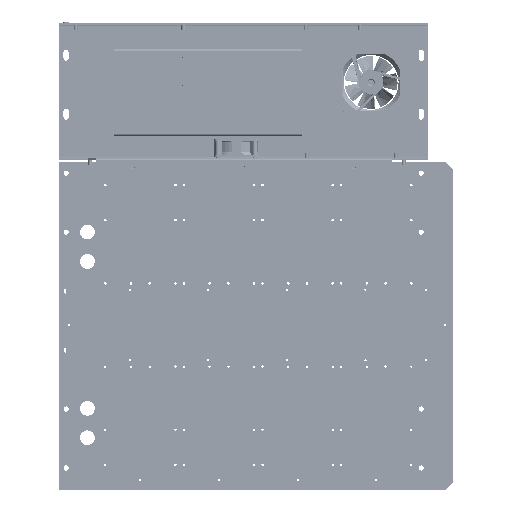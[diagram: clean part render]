
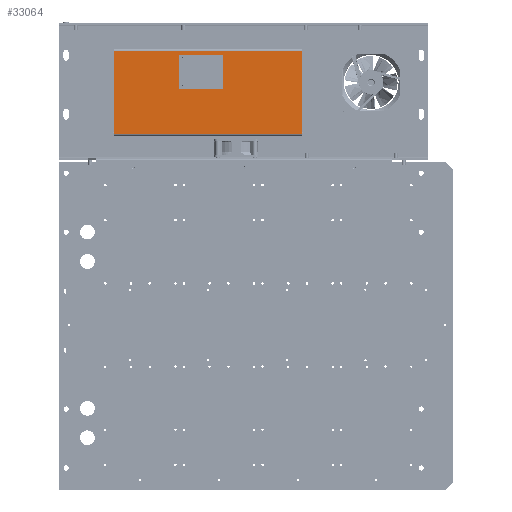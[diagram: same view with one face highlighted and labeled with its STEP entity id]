
A CAD part, front view. The second image highlights one B-rep face of the part: STEP entity #33064.
In plain terms, the highlighted face is planar.
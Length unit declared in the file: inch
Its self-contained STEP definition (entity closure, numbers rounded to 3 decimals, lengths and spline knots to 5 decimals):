
#613 = EDGE_LOOP ( 'NONE', ( #97625, #10195, #69026, #91129 ) ) ;
#748 = ORIENTED_EDGE ( 'NONE', *, *, #47853, .T. ) ;
#917 = CARTESIAN_POINT ( 'NONE',  ( -3.20866, -1.181, -0.0315 ) ) ;
#1003 = AXIS2_PLACEMENT_3D ( 'NONE', #102793, #4962, #3885 ) ;
#1789 = ORIENTED_EDGE ( 'NONE', *, *, #19176, .T. ) ;
#2421 = VECTOR ( 'NONE', #101669, 39.37008 ) ;
#3885 = DIRECTION ( 'NONE',  ( 0., 0., -1. ) ) ;
#4057 = AXIS2_PLACEMENT_3D ( 'NONE', #91902, #91545, #18190 ) ;
#4218 = EDGE_CURVE ( 'NONE', #46197, #12431, #32800, .T. ) ;
#4604 = FACE_BOUND ( 'NONE', #106047, .T. ) ;
#4962 = DIRECTION ( 'NONE',  ( 1., 0., 0. ) ) ;
#7186 = FACE_BOUND ( 'NONE', #91551, .T. ) ;
#7558 = EDGE_CURVE ( 'NONE', #73752, #53455, #42901, .T. ) ;
#8012 = DIRECTION ( 'NONE',  ( 0., 0., -1. ) ) ;
#8075 = ORIENTED_EDGE ( 'NONE', *, *, #88174, .T. ) ;
#8149 = EDGE_CURVE ( 'NONE', #73752, #64893, #68670, .T. ) ;
#9367 = VECTOR ( 'NONE', #102412, 39.37008 ) ;
#10195 = ORIENTED_EDGE ( 'NONE', *, *, #88869, .T. ) ;
#11420 = VERTEX_POINT ( 'NONE', #29298 ) ;
#12431 = VERTEX_POINT ( 'NONE', #57725 ) ;
#13493 = CIRCLE ( 'NONE', #14151, 0.05906 ) ;
#14151 = AXIS2_PLACEMENT_3D ( 'NONE', #107152, #76090, #56594 ) ;
#14949 = VECTOR ( 'NONE', #100555, 39.37008 ) ;
#15000 = CARTESIAN_POINT ( 'NONE',  ( -3.20866, -1.181, -4.45669 ) ) ;
#15342 = CARTESIAN_POINT ( 'NONE',  ( -3.20866, 2.44485, -4.07517 ) ) ;
#15352 = DIRECTION ( 'NONE',  ( 0., -1., 0. ) ) ;
#15430 = CIRCLE ( 'NONE', #105856, 0.23622 ) ;
#16810 = VERTEX_POINT ( 'NONE', #76506 ) ;
#16934 = VERTEX_POINT ( 'NONE', #76660 ) ;
#17352 = ORIENTED_EDGE ( 'NONE', *, *, #39052, .F. ) ;
#18190 = DIRECTION ( 'NONE',  ( 0., -1., 0. ) ) ;
#18884 = EDGE_LOOP ( 'NONE', ( #25618 ) ) ;
#19176 = EDGE_CURVE ( 'NONE', #85646, #75395, #55046, .T. ) ;
#19389 = CARTESIAN_POINT ( 'NONE',  ( -3.20866, 4.17713, -2.65785 ) ) ;
#19502 = VECTOR ( 'NONE', #39586, 39.37008 ) ;
#20107 = VECTOR ( 'NONE', #98294, 39.37008 ) ;
#21576 = DIRECTION ( 'NONE',  ( 0., 0., 1. ) ) ;
#21611 = CIRCLE ( 'NONE', #103961, 0.05906 ) ;
#22938 = CIRCLE ( 'NONE', #70766, 0.23622 ) ;
#23631 = DIRECTION ( 'NONE',  ( -1., 0., 0. ) ) ;
#25618 = ORIENTED_EDGE ( 'NONE', *, *, #93408, .F. ) ;
#25694 = CARTESIAN_POINT ( 'NONE',  ( -3.20866, -1.181, -4.45669 ) ) ;
#26390 = ORIENTED_EDGE ( 'NONE', *, *, #97582, .F. ) ;
#26472 = CARTESIAN_POINT ( 'NONE',  ( -3.20866, 8.85837, -0.0315 ) ) ;
#27432 = CARTESIAN_POINT ( 'NONE',  ( -3.20866, -1.181, -14.87242 ) ) ;
#28520 = ORIENTED_EDGE ( 'NONE', *, *, #70627, .F. ) ;
#28862 = AXIS2_PLACEMENT_3D ( 'NONE', #81136, #39916, #15352 ) ;
#29298 = CARTESIAN_POINT ( 'NONE',  ( -3.20866, 4.17713, -3.99643 ) ) ;
#29480 = LINE ( 'NONE', #27432, #38540 ) ;
#29670 = DIRECTION ( 'NONE',  ( 0., 0., -1. ) ) ;
#31944 = DIRECTION ( 'NONE',  ( 0., -1., 0. ) ) ;
#32800 = LINE ( 'NONE', #47760, #103877 ) ;
#33064 = ADVANCED_FACE ( 'NONE', ( #4604, #7186, #93732, #101448, #67909, #84743 ), #70998, .T. ) ;
#33426 = CARTESIAN_POINT ( 'NONE',  ( -3.20866, 2.75981, -2.65785 ) ) ;
#33694 = ORIENTED_EDGE ( 'NONE', *, *, #75826, .T. ) ;
#33697 = DIRECTION ( 'NONE',  ( 1., 0., 0. ) ) ;
#33822 = VERTEX_POINT ( 'NONE', #44359 ) ;
#35259 = CARTESIAN_POINT ( 'NONE',  ( -3.20866, 2.75981, -3.99643 ) ) ;
#35647 = VERTEX_POINT ( 'NONE', #58531 ) ;
#38540 = VECTOR ( 'NONE', #43695, 39.37008 ) ;
#38564 = EDGE_CURVE ( 'NONE', #12431, #33822, #22938, .T. ) ;
#38727 = DIRECTION ( 'NONE',  ( 1., 0., 0. ) ) ;
#39052 = EDGE_CURVE ( 'NONE', #16934, #16934, #21611, .T. ) ;
#39091 = CARTESIAN_POINT ( 'NONE',  ( -3.20866, 2.75981, -3.76021 ) ) ;
#39586 = DIRECTION ( 'NONE',  ( 0., -1., 0. ) ) ;
#39916 = DIRECTION ( 'NONE',  ( -1., 0., 0. ) ) ;
#40852 = EDGE_LOOP ( 'NONE', ( #28520 ) ) ;
#41129 = CARTESIAN_POINT ( 'NONE',  ( -3.20866, 4.43304, -2.57911 ) ) ;
#41368 = EDGE_CURVE ( 'NONE', #11420, #56069, #83164, .T. ) ;
#42901 = LINE ( 'NONE', #44632, #9367 ) ;
#43695 = DIRECTION ( 'NONE',  ( 0., 0., 1. ) ) ;
#44359 = CARTESIAN_POINT ( 'NONE',  ( -3.20866, 2.75981, -3.99643 ) ) ;
#44632 = CARTESIAN_POINT ( 'NONE',  ( -3.20866, 8.85837, -14.87242 ) ) ;
#46105 = ORIENTED_EDGE ( 'NONE', *, *, #41368, .T. ) ;
#46162 = CIRCLE ( 'NONE', #51332, 0.23622 ) ;
#46197 = VERTEX_POINT ( 'NONE', #106736 ) ;
#46319 = LINE ( 'NONE', #35259, #2421 ) ;
#47760 = CARTESIAN_POINT ( 'NONE',  ( -3.20866, 2.52359, -2.89407 ) ) ;
#47853 = EDGE_CURVE ( 'NONE', #75395, #46197, #15430, .T. ) ;
#51332 = AXIS2_PLACEMENT_3D ( 'NONE', #67275, #33697, #59340 ) ;
#52650 = CARTESIAN_POINT ( 'NONE',  ( -3.20866, 4.43304, -4.07517 ) ) ;
#53455 = VERTEX_POINT ( 'NONE', #26472 ) ;
#55046 = LINE ( 'NONE', #82793, #20107 ) ;
#56069 = VERTEX_POINT ( 'NONE', #65817 ) ;
#56594 = DIRECTION ( 'NONE',  ( 0., -1., 0. ) ) ;
#57188 = ORIENTED_EDGE ( 'NONE', *, *, #38564, .T. ) ;
#57725 = CARTESIAN_POINT ( 'NONE',  ( -3.20866, 2.52359, -3.76021 ) ) ;
#58531 = CARTESIAN_POINT ( 'NONE',  ( -3.20866, 4.41335, -2.89407 ) ) ;
#59221 = ORIENTED_EDGE ( 'NONE', *, *, #4218, .T. ) ;
#59340 = DIRECTION ( 'NONE',  ( 0., 0., -1. ) ) ;
#60144 = VECTOR ( 'NONE', #21576, 39.37008 ) ;
#63389 = DIRECTION ( 'NONE',  ( 0., -1., 0. ) ) ;
#64715 = CARTESIAN_POINT ( 'NONE',  ( -3.20866, 2.75981, -2.89407 ) ) ;
#64893 = VERTEX_POINT ( 'NONE', #25694 ) ;
#65714 = CIRCLE ( 'NONE', #4057, 0.05906 ) ;
#65817 = CARTESIAN_POINT ( 'NONE',  ( -3.20866, 4.41335, -3.76021 ) ) ;
#67275 = CARTESIAN_POINT ( 'NONE',  ( -3.20866, 4.17713, -2.89407 ) ) ;
#67909 = FACE_BOUND ( 'NONE', #18884, .T. ) ;
#68670 = LINE ( 'NONE', #15000, #19502 ) ;
#69026 = ORIENTED_EDGE ( 'NONE', *, *, #7558, .F. ) ;
#70627 = EDGE_CURVE ( 'NONE', #85203, #85203, #91744, .T. ) ;
#70766 = AXIS2_PLACEMENT_3D ( 'NONE', #39091, #38727, #29670 ) ;
#70998 = PLANE ( 'NONE',  #77233 ) ;
#73752 = VERTEX_POINT ( 'NONE', #87394 ) ;
#75395 = VERTEX_POINT ( 'NONE', #33426 ) ;
#75826 = EDGE_CURVE ( 'NONE', #35647, #85646, #46162, .T. ) ;
#76090 = DIRECTION ( 'NONE',  ( -1., 0., 0. ) ) ;
#76506 = CARTESIAN_POINT ( 'NONE',  ( -3.20866, -1.181, -0.0315 ) ) ;
#76660 = CARTESIAN_POINT ( 'NONE',  ( -3.20866, 2.3858, -4.07517 ) ) ;
#77233 = AXIS2_PLACEMENT_3D ( 'NONE', #79280, #88336, #63389 ) ;
#79280 = CARTESIAN_POINT ( 'NONE',  ( -3.20866, -1.181, -14.87242 ) ) ;
#81136 = CARTESIAN_POINT ( 'NONE',  ( -3.20866, 4.49209, -2.57911 ) ) ;
#82793 = CARTESIAN_POINT ( 'NONE',  ( -3.20866, 4.17713, -2.65785 ) ) ;
#83164 = CIRCLE ( 'NONE', #1003, 0.23622 ) ;
#83749 = VERTEX_POINT ( 'NONE', #52650 ) ;
#84743 = FACE_OUTER_BOUND ( 'NONE', #613, .T. ) ;
#85203 = VERTEX_POINT ( 'NONE', #41129 ) ;
#85646 = VERTEX_POINT ( 'NONE', #19389 ) ;
#86307 = EDGE_CURVE ( 'NONE', #64893, #16810, #29480, .T. ) ;
#87394 = CARTESIAN_POINT ( 'NONE',  ( -3.20866, 8.85837, -4.45669 ) ) ;
#88174 = EDGE_CURVE ( 'NONE', #56069, #35647, #89891, .T. ) ;
#88336 = DIRECTION ( 'NONE',  ( -1., 0., 0. ) ) ;
#88869 = EDGE_CURVE ( 'NONE', #16810, #53455, #101456, .T. ) ;
#89891 = LINE ( 'NONE', #102829, #60144 ) ;
#91129 = ORIENTED_EDGE ( 'NONE', *, *, #8149, .T. ) ;
#91288 = ORIENTED_EDGE ( 'NONE', *, *, #103201, .T. ) ;
#91545 = DIRECTION ( 'NONE',  ( -1., 0., 0. ) ) ;
#91551 = EDGE_LOOP ( 'NONE', ( #17352 ) ) ;
#91744 = CIRCLE ( 'NONE', #28862, 0.05906 ) ;
#91902 = CARTESIAN_POINT ( 'NONE',  ( -3.20866, 4.49209, -4.07517 ) ) ;
#93408 = EDGE_CURVE ( 'NONE', #83749, #83749, #65714, .T. ) ;
#93732 = FACE_BOUND ( 'NONE', #101783, .T. ) ;
#94118 = VERTEX_POINT ( 'NONE', #96703 ) ;
#96703 = CARTESIAN_POINT ( 'NONE',  ( -3.20866, 2.3858, -2.57911 ) ) ;
#97582 = EDGE_CURVE ( 'NONE', #94118, #94118, #13493, .T. ) ;
#97617 = DIRECTION ( 'NONE',  ( 0., 0., -1. ) ) ;
#97625 = ORIENTED_EDGE ( 'NONE', *, *, #86307, .T. ) ;
#98294 = DIRECTION ( 'NONE',  ( 0., -1., 0. ) ) ;
#100555 = DIRECTION ( 'NONE',  ( 0., 1., 0. ) ) ;
#101448 = FACE_BOUND ( 'NONE', #40852, .T. ) ;
#101456 = LINE ( 'NONE', #917, #14949 ) ;
#101669 = DIRECTION ( 'NONE',  ( 0., 1., 0. ) ) ;
#101783 = EDGE_LOOP ( 'NONE', ( #26390 ) ) ;
#102412 = DIRECTION ( 'NONE',  ( 0., 0., 1. ) ) ;
#102793 = CARTESIAN_POINT ( 'NONE',  ( -3.20866, 4.17713, -3.76021 ) ) ;
#102829 = CARTESIAN_POINT ( 'NONE',  ( -3.20866, 4.41335, -3.76021 ) ) ;
#103201 = EDGE_CURVE ( 'NONE', #33822, #11420, #46319, .T. ) ;
#103877 = VECTOR ( 'NONE', #97617, 39.37008 ) ;
#103961 = AXIS2_PLACEMENT_3D ( 'NONE', #15342, #23631, #31944 ) ;
#105856 = AXIS2_PLACEMENT_3D ( 'NONE', #64715, #106624, #8012 ) ;
#106047 = EDGE_LOOP ( 'NONE', ( #46105, #8075, #33694, #1789, #748, #59221, #57188, #91288 ) ) ;
#106624 = DIRECTION ( 'NONE',  ( 1., 0., 0. ) ) ;
#106736 = CARTESIAN_POINT ( 'NONE',  ( -3.20866, 2.52359, -2.89407 ) ) ;
#107152 = CARTESIAN_POINT ( 'NONE',  ( -3.20866, 2.44485, -2.57911 ) ) ;
